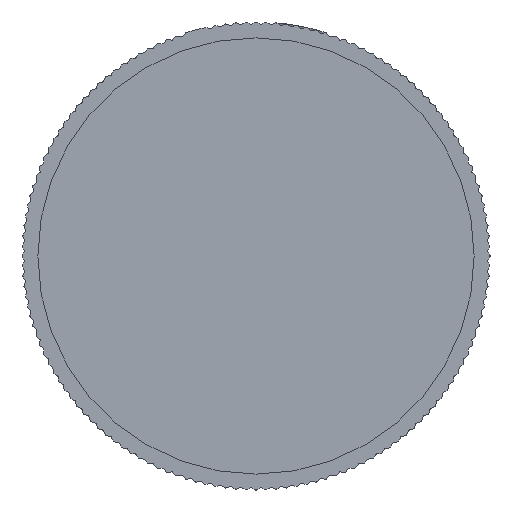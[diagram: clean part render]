
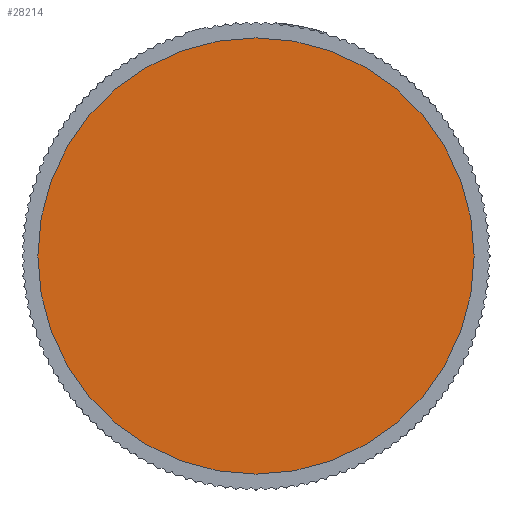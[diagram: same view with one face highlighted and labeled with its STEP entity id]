
A CAD part, front view. The second image highlights one B-rep face of the part: STEP entity #28214.
In plain terms, the highlighted planar face has unit normal (0, -1, 0).
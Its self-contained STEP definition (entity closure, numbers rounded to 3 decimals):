
#9633=CARTESIAN_POINT('',(0.,9.6,0.));
#9634=DIRECTION('',(0.,1.,0.));
#9635=DIRECTION('',(-1.,0.,0.));
#9636=AXIS2_PLACEMENT_3D('',#9633,#9634,#9635);
#9638=CARTESIAN_POINT('',(0.,9.6,0.));
#9639=DIRECTION('',(0.,1.,0.));
#9640=DIRECTION('',(1.,0.,0.));
#9641=AXIS2_PLACEMENT_3D('',#9638,#9639,#9640);
#12648=CARTESIAN_POINT('',(-32.7,9.6,0.));
#12649=VERTEX_POINT('',#12648);
#12650=CARTESIAN_POINT('',(32.7,9.6,0.));
#12651=VERTEX_POINT('',#12650);
#28205=CARTESIAN_POINT('',(31.513,9.6,0.));
#28206=DIRECTION('',(0.,-1.,0.));
#28207=DIRECTION('',(0.,0.,-1.));
#28208=AXIS2_PLACEMENT_3D('',#28205,#28206,#28207);
#28209=PLANE('',#28208);
#28210=ORIENTED_EDGE('',*,*,#28192,.T.);
#28211=ORIENTED_EDGE('',*,*,#28171,.T.);
#28212=EDGE_LOOP('',(#28210,#28211));
#28213=FACE_OUTER_BOUND('',#28212,.F.);
#28214=ADVANCED_FACE('',(#28213),#28209,.T.);
#9637=CIRCLE('',#9636,32.7);
#9642=CIRCLE('',#9641,32.7);
#28171=EDGE_CURVE('',#12651,#12649,#9642,.T.);
#28192=EDGE_CURVE('',#12649,#12651,#9637,.T.);
